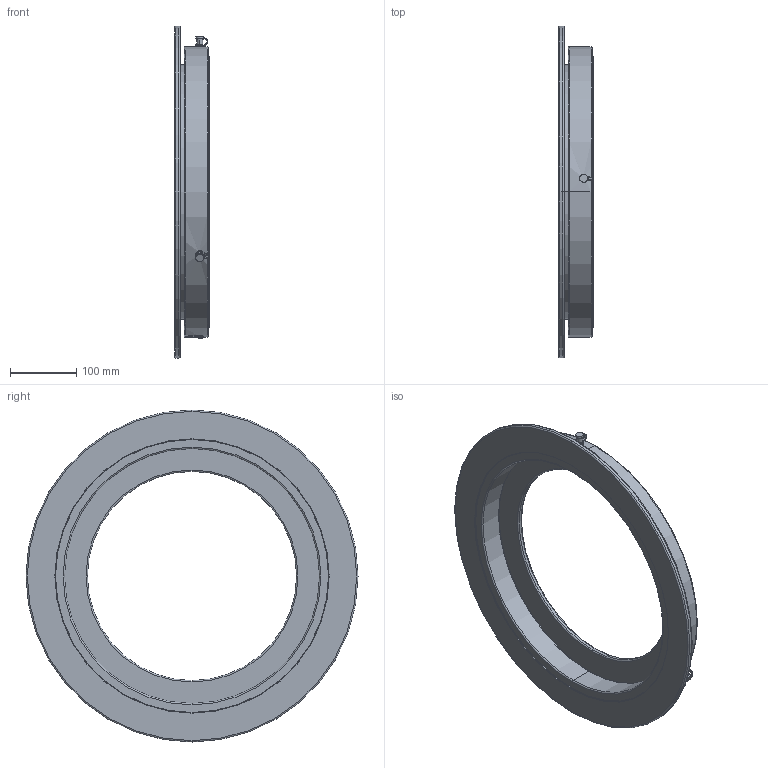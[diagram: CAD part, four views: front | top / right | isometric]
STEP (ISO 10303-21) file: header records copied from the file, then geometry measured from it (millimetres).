
FILE_DESCRIPTION (( 'STEP AP214' ), '1' );
FILE_NAME ('0012663_500-N.step', '2017-11-02T14:41:46', ( '' ), ( '' ), 'SwSTEP 2.0', 'SolidWorks 2016', '' );
FILE_SCHEMA (( 'AUTOMOTIVE_DESIGN' ));
Length unit declared in the file: millimetre
Products named in the file (1): 0012663_500-N
Bounding box: 52.2 x 500 x 500 mm (x, y, z)
Surface area: 383222 mm2 (no closed solid volume)
Topology: 0 solids, 12 shells, 135 faces, 441 edges, 317 vertices
Faces by surface type: cylinder 50, plane 43, torus 30, cone 8, bspline 4
Entity records: 7408 total; most frequent: CARTESIAN_POINT 3636, DIRECTION 785, ORIENTED_EDGE 705, EDGE_CURVE 441, VERTEX_POINT 317, AXIS2_PLACEMENT_3D 316, CIRCLE 184, EDGE_LOOP 155
